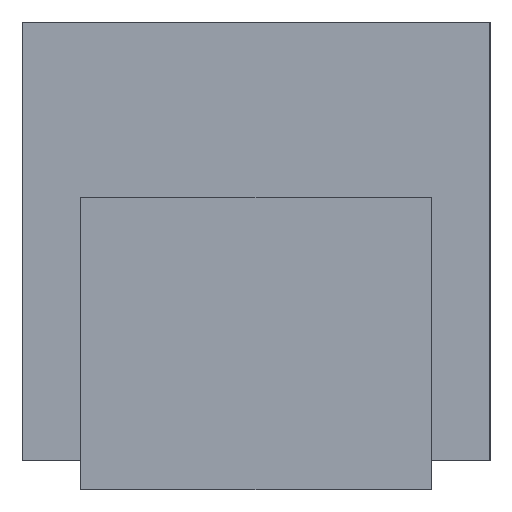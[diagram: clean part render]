
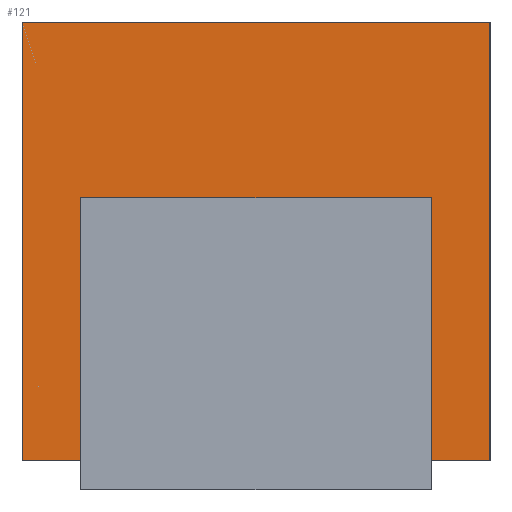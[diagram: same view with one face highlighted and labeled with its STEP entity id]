
A CAD part, left-side view. The second image highlights one B-rep face of the part: STEP entity #121.
In plain terms, the highlighted planar face has unit normal (-1, 0, 0).
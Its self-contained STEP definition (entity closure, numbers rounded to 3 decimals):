
#121=ADVANCED_FACE('',(#316),#318,.F.);
#316=FACE_BOUND('',#317,.T.);
#317=EDGE_LOOP('',(#464,#465,#466,#467,#468,#469,#470,#471));
#318=PLANE('',#319);
#319=AXIS2_PLACEMENT_3D('',#320,#321,#322);
#320=CARTESIAN_POINT('',(0.1,0.,0.4));
#321=DIRECTION('',(1.,-0.,0.));
#322=DIRECTION('',(0.,0.,-1.));
#464=ORIENTED_EDGE('',*,*,#573,.T.);
#465=ORIENTED_EDGE('',*,*,#574,.T.);
#466=ORIENTED_EDGE('',*,*,#575,.F.);
#467=ORIENTED_EDGE('',*,*,#576,.F.);
#468=ORIENTED_EDGE('',*,*,#577,.T.);
#469=ORIENTED_EDGE('',*,*,#578,.F.);
#470=ORIENTED_EDGE('',*,*,#550,.F.);
#471=ORIENTED_EDGE('',*,*,#572,.F.);
#550=EDGE_CURVE('',#611,#613,#614,.F.);
#572=EDGE_CURVE('',#649,#611,#651,.F.);
#573=EDGE_CURVE('',#649,#652,#653,.F.);
#574=EDGE_CURVE('',#652,#654,#655,.T.);
#575=EDGE_CURVE('',#656,#654,#657,.T.);
#576=EDGE_CURVE('',#658,#656,#659,.T.);
#577=EDGE_CURVE('',#658,#660,#661,.F.);
#578=EDGE_CURVE('',#613,#660,#662,.F.);
#611=VERTEX_POINT('',#713);
#613=VERTEX_POINT('',#717);
#614=LINE('',#718,#719);
#649=VERTEX_POINT('',#795);
#651=LINE('',#799,#800);
#652=VERTEX_POINT('',#802);
#653=LINE('',#803,#804);
#654=VERTEX_POINT('',#806);
#655=LINE('',#807,#808);
#656=VERTEX_POINT('',#810);
#657=LINE('',#811,#812);
#658=VERTEX_POINT('',#814);
#659=LINE('',#815,#816);
#660=VERTEX_POINT('',#818);
#661=LINE('',#819,#820);
#662=LINE('',#822,#823);
#713=CARTESIAN_POINT('',(0.1,1.6,0.));
#717=CARTESIAN_POINT('',(0.1,0.,0.));
#718=CARTESIAN_POINT('',(0.1,0.,0.));
#719=VECTOR('',#720,1.);
#720=DIRECTION('',(0.,1.,0.));
#795=CARTESIAN_POINT('',(0.1,1.6,-1.5));
#799=CARTESIAN_POINT('',(0.1,1.6,0.));
#800=VECTOR('',#801,1.);
#801=DIRECTION('',(0.,0.,-1.));
#802=CARTESIAN_POINT('',(0.1,1.4,-1.5));
#803=CARTESIAN_POINT('',(0.1,1.4,-1.5));
#804=VECTOR('',#805,1.);
#805=DIRECTION('',(0.,1.,0.));
#806=CARTESIAN_POINT('',(0.1,1.4,-0.6));
#807=CARTESIAN_POINT('',(0.1,1.4,-1.5));
#808=VECTOR('',#809,1.);
#809=DIRECTION('',(0.,0.,1.));
#810=CARTESIAN_POINT('',(0.1,0.2,-0.6));
#811=CARTESIAN_POINT('',(0.1,0.2,-0.6));
#812=VECTOR('',#813,1.);
#813=DIRECTION('',(0.,1.,0.));
#814=CARTESIAN_POINT('',(0.1,0.2,-1.5));
#815=CARTESIAN_POINT('',(0.1,0.2,-1.5));
#816=VECTOR('',#817,1.);
#817=DIRECTION('',(0.,0.,1.));
#818=CARTESIAN_POINT('',(0.1,0.,-1.5));
#819=CARTESIAN_POINT('',(0.1,0.,-1.5));
#820=VECTOR('',#821,1.);
#821=DIRECTION('',(0.,1.,0.));
#822=CARTESIAN_POINT('',(0.1,0.,-1.5));
#823=VECTOR('',#824,1.);
#824=DIRECTION('',(0.,0.,1.));
